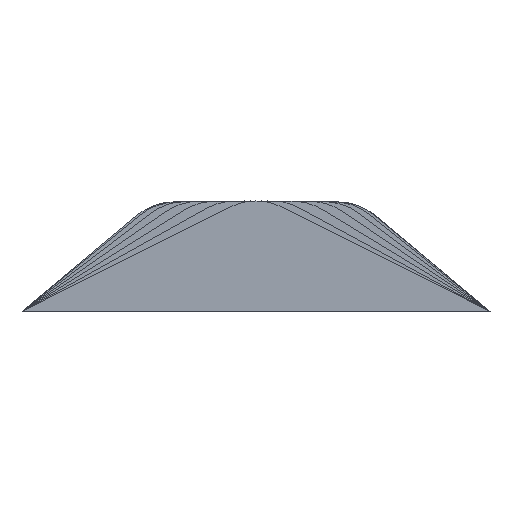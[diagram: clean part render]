
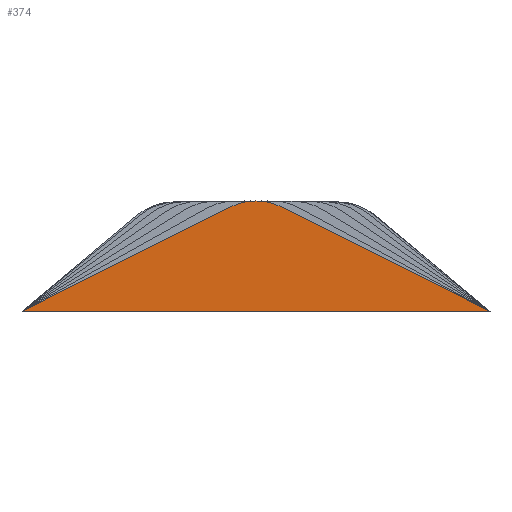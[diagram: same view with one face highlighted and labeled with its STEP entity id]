
A CAD part, left-side view. The second image highlights one B-rep face of the part: STEP entity #374.
In plain terms, the highlighted planar face has unit normal (-1, 0, 0).
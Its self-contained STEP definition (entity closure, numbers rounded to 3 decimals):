
#258 = EDGE_CURVE('',#259,#261,#263,.T.);
#259 = VERTEX_POINT('',#260);
#260 = CARTESIAN_POINT('',(0.,-200.,0.));
#261 = VERTEX_POINT('',#262);
#262 = CARTESIAN_POINT('',(0.,-22.361,88.82));
#263 = SURFACE_CURVE('',#264,(#268,#280),.PCURVE_S1.);
#264 = LINE('',#265,#266);
#265 = CARTESIAN_POINT('',(0.,-200.,0.));
#266 = VECTOR('',#267,1.);
#267 = DIRECTION('',(0.,0.894,0.447));
#268 = PCURVE('',#269,#274);
#269 = PLANE('',#270);
#270 = AXIS2_PLACEMENT_3D('',#271,#272,#273);
#271 = CARTESIAN_POINT('',(0.,-200.,0.));
#272 = DIRECTION('',(0.,-0.447,0.894));
#273 = DIRECTION('',(0.,0.894,0.447));
#274 = DEFINITIONAL_REPRESENTATION('',(#275),#279);
#275 = LINE('',#276,#277);
#276 = CARTESIAN_POINT('',(0.,0.));
#277 = VECTOR('',#278,1.);
#278 = DIRECTION('',(1.,0.));
#279 = ( GEOMETRIC_REPRESENTATION_CONTEXT(2) 
PARAMETRIC_REPRESENTATION_CONTEXT() REPRESENTATION_CONTEXT('2D SPACE',''
  ) );
#280 = PCURVE('',#281,#286);
#281 = PLANE('',#282);
#282 = AXIS2_PLACEMENT_3D('',#283,#284,#285);
#283 = CARTESIAN_POINT('',(0.,0.,26.393));
#284 = DIRECTION('',(-1.,-0.,-0.));
#285 = DIRECTION('',(0.,0.,-1.));
#286 = DEFINITIONAL_REPRESENTATION('',(#287),#291);
#287 = LINE('',#288,#289);
#288 = CARTESIAN_POINT('',(26.393,200.));
#289 = VECTOR('',#290,1.);
#290 = DIRECTION('',(-0.447,-0.894));
#291 = ( GEOMETRIC_REPRESENTATION_CONTEXT(2) 
PARAMETRIC_REPRESENTATION_CONTEXT() REPRESENTATION_CONTEXT('2D SPACE',''
  ) );
#309 = PLANE('',#310);
#310 = AXIS2_PLACEMENT_3D('',#311,#312,#313);
#311 = CARTESIAN_POINT('',(0.,200.,0.));
#312 = DIRECTION('',(0.,0.,-1.));
#313 = DIRECTION('',(0.,-1.,0.));
#363 = CYLINDRICAL_SURFACE('',#364,50.);
#364 = AXIS2_PLACEMENT_3D('',#365,#366,#367);
#365 = CARTESIAN_POINT('',(0.,0.,44.098));
#366 = DIRECTION('',(1.,0.,0.));
#367 = DIRECTION('',(0.,-0.447,0.894));
#374 = ADVANCED_FACE('',(#375),#281,.T.);
#375 = FACE_BOUND('',#376,.T.);
#376 = EDGE_LOOP('',(#377,#378,#402,#430));
#377 = ORIENTED_EDGE('',*,*,#258,.T.);
#378 = ORIENTED_EDGE('',*,*,#379,.T.);
#379 = EDGE_CURVE('',#261,#380,#382,.T.);
#380 = VERTEX_POINT('',#381);
#381 = CARTESIAN_POINT('',(0.,22.361,88.82));
#382 = SURFACE_CURVE('',#383,(#388,#395),.PCURVE_S1.);
#383 = CIRCLE('',#384,50.);
#384 = AXIS2_PLACEMENT_3D('',#385,#386,#387);
#385 = CARTESIAN_POINT('',(0.,0.,44.098));
#386 = DIRECTION('',(-1.,0.,-0.));
#387 = DIRECTION('',(-0.,0.,1.));
#388 = PCURVE('',#281,#389);
#389 = DEFINITIONAL_REPRESENTATION('',(#390),#394);
#390 = CIRCLE('',#391,50.);
#391 = AXIS2_PLACEMENT_2D('',#392,#393);
#392 = CARTESIAN_POINT('',(-17.705,0.));
#393 = DIRECTION('',(-1.,0.));
#394 = ( GEOMETRIC_REPRESENTATION_CONTEXT(2) 
PARAMETRIC_REPRESENTATION_CONTEXT() REPRESENTATION_CONTEXT('2D SPACE',''
  ) );
#395 = PCURVE('',#363,#396);
#396 = DEFINITIONAL_REPRESENTATION('',(#397),#401);
#397 = LINE('',#398,#399);
#398 = CARTESIAN_POINT('',(5.82,-0.));
#399 = VECTOR('',#400,1.);
#400 = DIRECTION('',(-1.,0.));
#401 = ( GEOMETRIC_REPRESENTATION_CONTEXT(2) 
PARAMETRIC_REPRESENTATION_CONTEXT() REPRESENTATION_CONTEXT('2D SPACE',''
  ) );
#402 = ORIENTED_EDGE('',*,*,#403,.T.);
#403 = EDGE_CURVE('',#380,#404,#406,.T.);
#404 = VERTEX_POINT('',#405);
#405 = CARTESIAN_POINT('',(0.,200.,0.));
#406 = SURFACE_CURVE('',#407,(#411,#418),.PCURVE_S1.);
#407 = LINE('',#408,#409);
#408 = CARTESIAN_POINT('',(0.,0.,100.));
#409 = VECTOR('',#410,1.);
#410 = DIRECTION('',(0.,0.894,-0.447));
#411 = PCURVE('',#281,#412);
#412 = DEFINITIONAL_REPRESENTATION('',(#413),#417);
#413 = LINE('',#414,#415);
#414 = CARTESIAN_POINT('',(-73.607,0.));
#415 = VECTOR('',#416,1.);
#416 = DIRECTION('',(0.447,-0.894));
#417 = ( GEOMETRIC_REPRESENTATION_CONTEXT(2) 
PARAMETRIC_REPRESENTATION_CONTEXT() REPRESENTATION_CONTEXT('2D SPACE',''
  ) );
#418 = PCURVE('',#419,#424);
#419 = PLANE('',#420);
#420 = AXIS2_PLACEMENT_3D('',#421,#422,#423);
#421 = CARTESIAN_POINT('',(0.,0.,100.));
#422 = DIRECTION('',(-0.,0.447,0.894));
#423 = DIRECTION('',(0.,0.894,-0.447));
#424 = DEFINITIONAL_REPRESENTATION('',(#425),#429);
#425 = LINE('',#426,#427);
#426 = CARTESIAN_POINT('',(0.,0.));
#427 = VECTOR('',#428,1.);
#428 = DIRECTION('',(1.,0.));
#429 = ( GEOMETRIC_REPRESENTATION_CONTEXT(2) 
PARAMETRIC_REPRESENTATION_CONTEXT() REPRESENTATION_CONTEXT('2D SPACE',''
  ) );
#430 = ORIENTED_EDGE('',*,*,#431,.T.);
#431 = EDGE_CURVE('',#404,#259,#432,.T.);
#432 = SURFACE_CURVE('',#433,(#437,#444),.PCURVE_S1.);
#433 = LINE('',#434,#435);
#434 = CARTESIAN_POINT('',(0.,200.,0.));
#435 = VECTOR('',#436,1.);
#436 = DIRECTION('',(0.,-1.,0.));
#437 = PCURVE('',#281,#438);
#438 = DEFINITIONAL_REPRESENTATION('',(#439),#443);
#439 = LINE('',#440,#441);
#440 = CARTESIAN_POINT('',(26.393,-200.));
#441 = VECTOR('',#442,1.);
#442 = DIRECTION('',(0.,1.));
#443 = ( GEOMETRIC_REPRESENTATION_CONTEXT(2) 
PARAMETRIC_REPRESENTATION_CONTEXT() REPRESENTATION_CONTEXT('2D SPACE',''
  ) );
#444 = PCURVE('',#309,#445);
#445 = DEFINITIONAL_REPRESENTATION('',(#446),#450);
#446 = LINE('',#447,#448);
#447 = CARTESIAN_POINT('',(0.,-0.));
#448 = VECTOR('',#449,1.);
#449 = DIRECTION('',(1.,0.));
#450 = ( GEOMETRIC_REPRESENTATION_CONTEXT(2) 
PARAMETRIC_REPRESENTATION_CONTEXT() REPRESENTATION_CONTEXT('2D SPACE',''
  ) );
